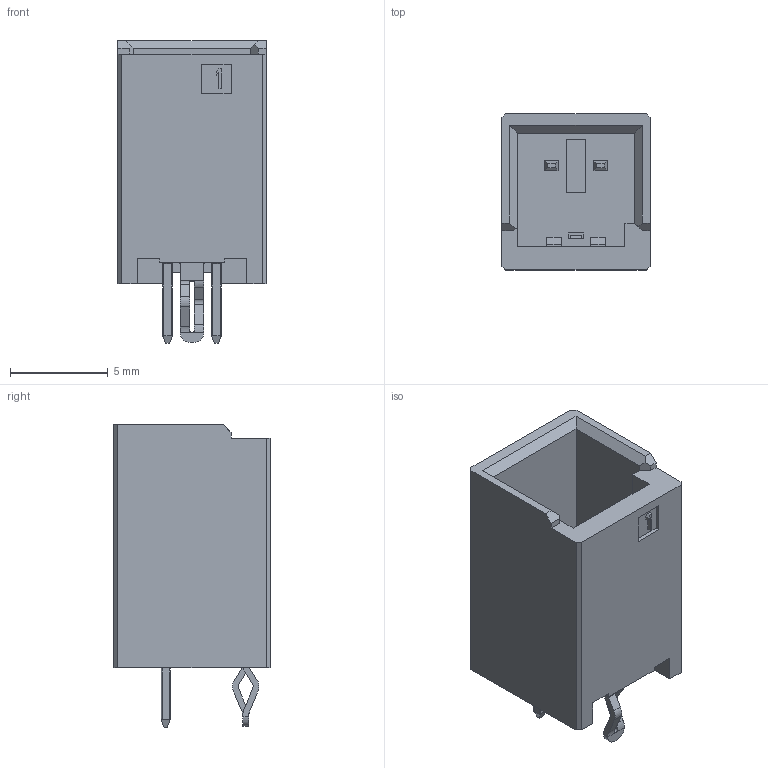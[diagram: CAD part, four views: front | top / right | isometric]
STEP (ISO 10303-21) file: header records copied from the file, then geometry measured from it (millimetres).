
FILE_DESCRIPTION( ('This file contains a STEP AP42 implementation' ,'as created by ZW3D STEP Interface translator.') ,'2;1' );
FILE_NAME( 'WD2500-1WS02XXBT01X.stp' ,'2312 5. 84518', (''), ('ZWCAD Software Co.'), 'Version 1.0', 'ZW3D to STEP translator', '' );
FILE_SCHEMA(('AUTOMOTIVE_DESIGN { 1 0 10303 214 1 1 1 1 }'));
Length unit declared in the file: millimetre
Products named in the file (2): 0; WD2500-1WS02XXBT01X
Bounding box: 7.6 x 8 x 15.5 mm (x, y, z)
Volume: 375.9 mm3; surface area: 804.3 mm2
Topology: 1 solids, 1 shells, 206 faces, 570 edges, 373 vertices
Faces by surface type: plane 168, cylinder 30, bspline 8
Entity records: 6855 total; most frequent: CARTESIAN_POINT 1350, ORIENTED_EDGE 1140, DIRECTION 1000, EDGE_CURVE 570, VECTOR 490, LINE 490, VERTEX_POINT 373, AXIS2_PLACEMENT_3D 255
